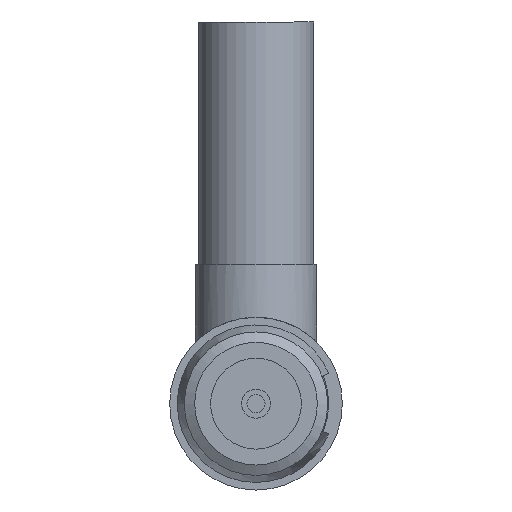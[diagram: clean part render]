
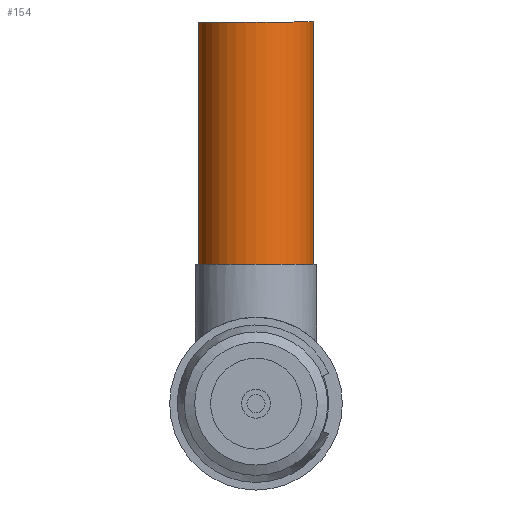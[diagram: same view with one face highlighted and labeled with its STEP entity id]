
A CAD part, front view. The second image highlights one B-rep face of the part: STEP entity #154.
In plain terms, the highlighted cylindrical face has radius 1.9 mm (diameter 3.8 mm), a full revolution.
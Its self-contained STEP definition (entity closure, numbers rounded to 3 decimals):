
#79=FACE_BOUND('',#227,.T.);
#80=FACE_BOUND('',#228,.T.);
#105=CYLINDRICAL_SURFACE('',#473,1.9);
#154=ADVANCED_FACE('',(#79,#80),#105,.T.);
#227=EDGE_LOOP('',(#307));
#228=EDGE_LOOP('',(#308));
#307=ORIENTED_EDGE('',*,*,#389,.T.);
#308=ORIENTED_EDGE('',*,*,#390,.F.);
#349=VERTEX_POINT('',#786);
#350=VERTEX_POINT('',#789);
#389=EDGE_CURVE('',#349,#349,#418,.T.);
#390=EDGE_CURVE('',#350,#350,#419,.T.);
#418=CIRCLE('',#470,1.9);
#419=CIRCLE('',#472,1.9);
#470=AXIS2_PLACEMENT_3D('',#785,#586,#587);
#472=AXIS2_PLACEMENT_3D('',#788,#590,#591);
#473=AXIS2_PLACEMENT_3D('',#790,#592,#593);
#586=DIRECTION('',(0.,0.,1.));
#587=DIRECTION('',(-1.,0.,0.));
#590=DIRECTION('',(0.,0.,1.));
#591=DIRECTION('',(-1.,0.,0.));
#592=DIRECTION('',(0.,0.,-1.));
#593=DIRECTION('',(-1.,0.,0.));
#785=CARTESIAN_POINT('',(4.21,32.51,-1.703));
#786=CARTESIAN_POINT('',(2.31,32.51,-1.703));
#788=CARTESIAN_POINT('',(4.21,32.51,6.297));
#789=CARTESIAN_POINT('',(2.31,32.51,6.297));
#790=CARTESIAN_POINT('',(4.21,32.51,6.297));
